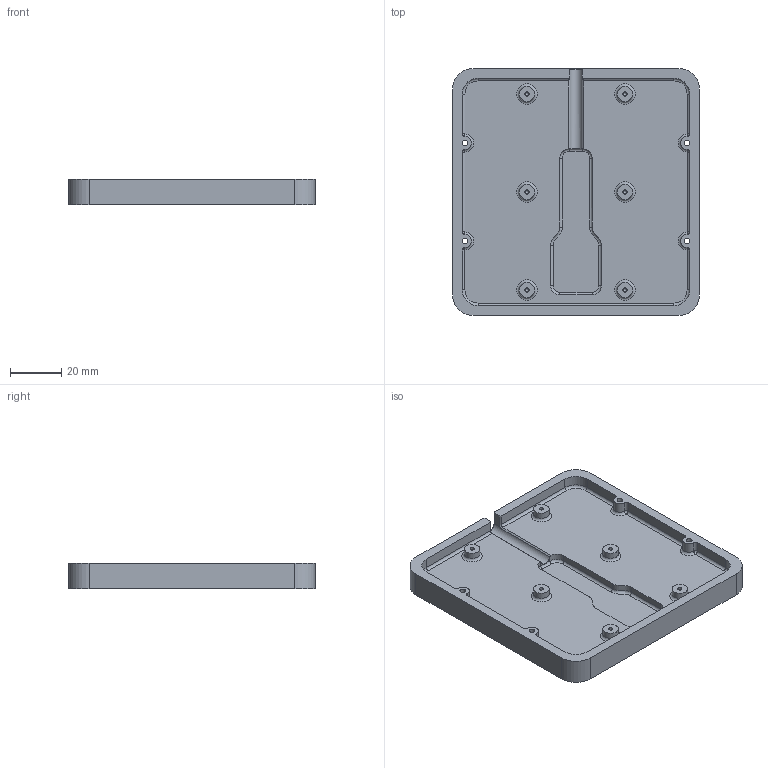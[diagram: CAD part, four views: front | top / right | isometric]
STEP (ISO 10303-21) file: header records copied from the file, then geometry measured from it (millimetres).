
FILE_DESCRIPTION(('FreeCAD Model'),'2;1');
FILE_NAME('Open CASCADE Shape Model','2022-03-21T16:15:34',('Author'),( ''),'Open CASCADE STEP processor 7.5','FreeCAD','Unknown');
FILE_SCHEMA(('AUTOMOTIVE_DESIGN { 1 0 10303 214 1 1 1 1 }'));
Length unit declared in the file: millimetre
Products named in the file (1): Base
Bounding box: 96 x 96 x 10 mm (x, y, z)
Volume: 49940.9 mm3; surface area: 24981.2 mm2
Topology: 1 solids, 1 shells, 159 faces, 371 edges, 216 vertices
Faces by surface type: cylinder 68, plane 50, torus 18, bspline 12, cone 9, extrusion 2
Full cylindrical faces by diameter (mm): 1.6 x6, 2.2 x4, 5 x4, 6 x6
Entity records: 10281 total; most frequent: CARTESIAN_POINT 3022, DIRECTION 1368, VECTOR 751, LINE 749, ORIENTED_EDGE 714, PCURVE 714, DEFINITIONAL_REPRESENTATION 714, EDGE_CURVE 357
